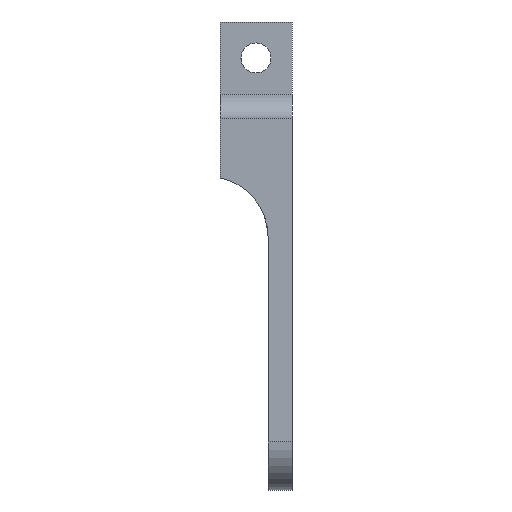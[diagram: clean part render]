
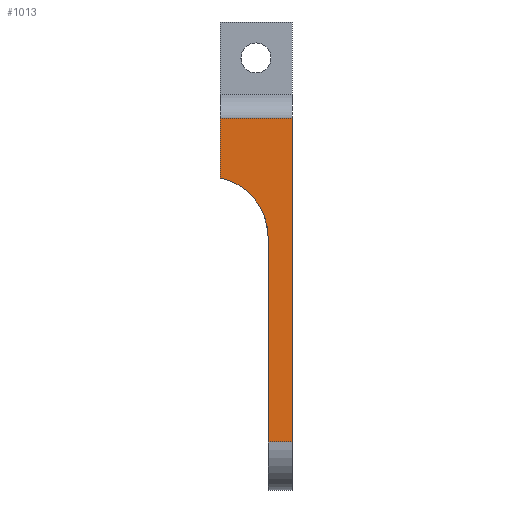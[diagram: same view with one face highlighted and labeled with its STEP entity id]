
A CAD part, left-side view. The second image highlights one B-rep face of the part: STEP entity #1013.
In plain terms, the highlighted planar face has unit normal (-1, 0, 0).
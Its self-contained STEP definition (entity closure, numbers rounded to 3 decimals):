
#8 = ORIENTED_EDGE ( 'NONE', *, *, #1232, .T. ) ;
#26 = ORIENTED_EDGE ( 'NONE', *, *, #851, .T. ) ;
#41 = ORIENTED_EDGE ( 'NONE', *, *, #1454, .T. ) ;
#69 = PLANE ( 'NONE',  #1062 ) ;
#81 = CARTESIAN_POINT ( 'NONE',  ( 0., 2., -22. ) ) ;
#122 = DIRECTION ( 'NONE',  ( 0., 0., 1. ) ) ;
#133 = DIRECTION ( 'NONE',  ( 0., 0., -1. ) ) ;
#143 = CARTESIAN_POINT ( 'NONE',  ( 0., 2., -4.899 ) ) ;
#151 = VERTEX_POINT ( 'NONE', #996 ) ;
#196 = DIRECTION ( 'NONE',  ( 0., 0., -1. ) ) ;
#198 = DIRECTION ( 'NONE',  ( 0., -1., 0. ) ) ;
#202 = CARTESIAN_POINT ( 'NONE',  ( 0., 2., -22. ) ) ;
#216 = VECTOR ( 'NONE', #133, 1000. ) ;
#263 = VECTOR ( 'NONE', #481, 1000. ) ;
#284 = FACE_OUTER_BOUND ( 'NONE', #1229, .T. ) ;
#299 = EDGE_CURVE ( 'NONE', #893, #830, #1183, .T. ) ;
#347 = EDGE_CURVE ( 'NONE', #468, #1153, #1249, .T. ) ;
#404 = DIRECTION ( 'NONE',  ( 0., 0., 1. ) ) ;
#468 = VERTEX_POINT ( 'NONE', #143 ) ;
#481 = DIRECTION ( 'NONE',  ( 0., 1., 0. ) ) ;
#535 = DIRECTION ( 'NONE',  ( 0., 0., 1. ) ) ;
#621 = LINE ( 'NONE', #1188, #1134 ) ;
#664 = VECTOR ( 'NONE', #198, 1000. ) ;
#752 = ORIENTED_EDGE ( 'NONE', *, *, #1434, .F. ) ;
#792 = CARTESIAN_POINT ( 'NONE',  ( 0., 6., 0. ) ) ;
#830 = VERTEX_POINT ( 'NONE', #1052 ) ;
#839 = CIRCLE ( 'NONE', #919, 5. ) ;
#851 = EDGE_CURVE ( 'NONE', #151, #830, #1423, .T. ) ;
#893 = VERTEX_POINT ( 'NONE', #1369 ) ;
#913 = CARTESIAN_POINT ( 'NONE',  ( 0., 0., 5. ) ) ;
#919 = AXIS2_PLACEMENT_3D ( 'NONE', #1077, #1196, #535 ) ;
#996 = CARTESIAN_POINT ( 'NONE',  ( 0., 0., 5. ) ) ;
#1013 = ADVANCED_FACE ( 'NONE', ( #284 ), #69, .T. ) ;
#1031 = CARTESIAN_POINT ( 'NONE',  ( 0., 2., 0. ) ) ;
#1052 = CARTESIAN_POINT ( 'NONE',  ( 0., 6., 5. ) ) ;
#1062 = AXIS2_PLACEMENT_3D ( 'NONE', #1173, #1401, #404 ) ;
#1077 = CARTESIAN_POINT ( 'NONE',  ( 0., 7., -4.899 ) ) ;
#1134 = VECTOR ( 'NONE', #196, 1000. ) ;
#1153 = VERTEX_POINT ( 'NONE', #202 ) ;
#1155 = LINE ( 'NONE', #81, #664 ) ;
#1173 = CARTESIAN_POINT ( 'NONE',  ( 0., 2., 0. ) ) ;
#1183 = LINE ( 'NONE', #792, #1318 ) ;
#1188 = CARTESIAN_POINT ( 'NONE',  ( 0., 0., 0. ) ) ;
#1196 = DIRECTION ( 'NONE',  ( 1., 0., 0. ) ) ;
#1229 = EDGE_LOOP ( 'NONE', ( #752, #26, #1438, #41, #1440, #8 ) ) ;
#1232 = EDGE_CURVE ( 'NONE', #1153, #1385, #1155, .T. ) ;
#1249 = LINE ( 'NONE', #1031, #216 ) ;
#1284 = CARTESIAN_POINT ( 'NONE',  ( 0., 0., -22. ) ) ;
#1318 = VECTOR ( 'NONE', #122, 1000. ) ;
#1369 = CARTESIAN_POINT ( 'NONE',  ( 0., 6., 0. ) ) ;
#1385 = VERTEX_POINT ( 'NONE', #1284 ) ;
#1401 = DIRECTION ( 'NONE',  ( -1., 0., 0. ) ) ;
#1423 = LINE ( 'NONE', #913, #263 ) ;
#1434 = EDGE_CURVE ( 'NONE', #151, #1385, #621, .T. ) ;
#1438 = ORIENTED_EDGE ( 'NONE', *, *, #299, .F. ) ;
#1440 = ORIENTED_EDGE ( 'NONE', *, *, #347, .T. ) ;
#1454 = EDGE_CURVE ( 'NONE', #893, #468, #839, .T. ) ;
